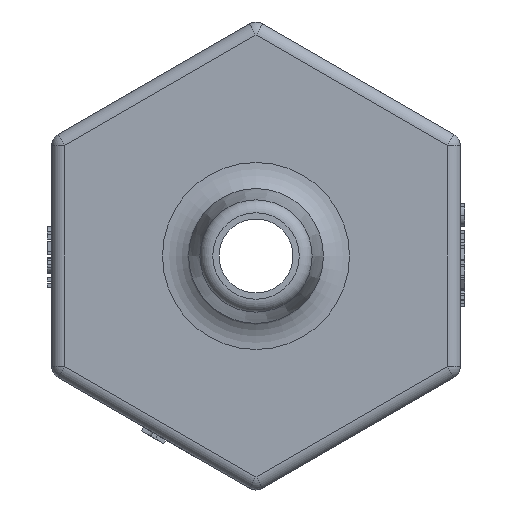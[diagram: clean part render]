
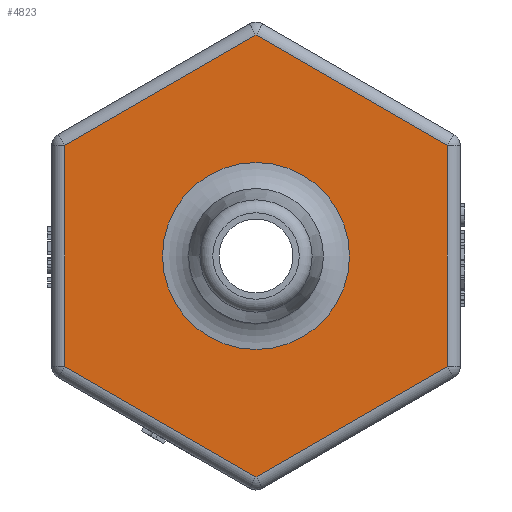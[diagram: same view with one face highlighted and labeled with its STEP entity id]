
A CAD part, left-side view. The second image highlights one B-rep face of the part: STEP entity #4823.
In plain terms, the highlighted planar face has unit normal (-1, 0, 0).
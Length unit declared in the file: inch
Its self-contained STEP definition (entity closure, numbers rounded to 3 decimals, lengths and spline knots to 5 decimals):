
#48=FACE_BOUND($,#1621,.T.);
#49=FACE_BOUND($,#1622,.T.);
#132=CIRCLE($,#5141,0.215);
#252=LINE($,#7356,#698);
#254=LINE($,#7364,#700);
#256=LINE($,#7372,#702);
#258=LINE($,#7380,#704);
#260=LINE($,#7390,#706);
#262=LINE($,#7401,#708);
#698=VECTOR($,#5454,0.50807);
#700=VECTOR($,#5462,0.50807);
#702=VECTOR($,#5470,0.50807);
#704=VECTOR($,#5478,0.50807);
#706=VECTOR($,#5490,0.50807);
#708=VECTOR($,#5506,0.50807);
#1147=PLANE($,#5140);
#1621=EDGE_LOOP($,(#3448));
#1622=EDGE_LOOP($,(#3449,#3450,#3451,#3452,#3453,#3454));
#2097=VERTEX_POINT($,#7353);
#2098=VERTEX_POINT($,#7355);
#2101=VERTEX_POINT($,#7363);
#2104=VERTEX_POINT($,#7371);
#2107=VERTEX_POINT($,#7379);
#2110=VERTEX_POINT($,#7389);
#2204=VERTEX_POINT($,#7700);
#2572=EDGE_CURVE($,#2097,#2098,#252,.T.);
#2576=EDGE_CURVE($,#2098,#2101,#254,.T.);
#2580=EDGE_CURVE($,#2101,#2104,#256,.T.);
#2584=EDGE_CURVE($,#2104,#2107,#258,.T.);
#2589=EDGE_CURVE($,#2107,#2110,#260,.T.);
#2595=EDGE_CURVE($,#2110,#2097,#262,.T.);
#2697=EDGE_CURVE($,#2204,#2204,#132,.T.);
#3448=ORIENTED_EDGE($,*,*,#2697,.F.);
#3449=ORIENTED_EDGE($,*,*,#2572,.F.);
#3450=ORIENTED_EDGE($,*,*,#2595,.F.);
#3451=ORIENTED_EDGE($,*,*,#2589,.F.);
#3452=ORIENTED_EDGE($,*,*,#2584,.F.);
#3453=ORIENTED_EDGE($,*,*,#2580,.F.);
#3454=ORIENTED_EDGE($,*,*,#2576,.F.);
#4823=ADVANCED_FACE($,(#48,#49),#1147,.T.);
#5140=AXIS2_PLACEMENT_3D($,#7699,#5602,#5603);
#5141=AXIS2_PLACEMENT_3D($,#7701,#5604,#5605);
#5454=DIRECTION($,(0.,0.,1.));
#5462=DIRECTION($,(0.,-0.866,0.5));
#5470=DIRECTION($,(0.,-0.866,-0.5));
#5478=DIRECTION($,(0.,0.,-1.));
#5490=DIRECTION($,(0.,0.866,-0.5));
#5506=DIRECTION($,(0.,0.866,0.5));
#5602=DIRECTION('center_axis',(-1.,0.,0.));
#5603=DIRECTION('ref_axis',(0.,0.,1.));
#5604=DIRECTION('center_axis',(-1.,0.,0.));
#5605=DIRECTION('ref_axis',(0.,-1.,0.));
#7353=CARTESIAN_POINT('',(1.125,0.44,-0.25403));
#7355=CARTESIAN_POINT('',(1.125,0.44,0.25403));
#7356=CARTESIAN_POINT($,(1.125,0.44,0.13568));
#7363=CARTESIAN_POINT('',(1.125,0.,0.50807));
#7364=CARTESIAN_POINT($,(1.125,0.20469,0.38989));
#7371=CARTESIAN_POINT('',(1.125,-0.44,0.25403));
#7372=CARTESIAN_POINT($,(1.125,-0.23531,0.37221));
#7379=CARTESIAN_POINT('',(1.125,-0.44,-0.25403));
#7380=CARTESIAN_POINT($,(1.125,-0.44,-0.13568));
#7389=CARTESIAN_POINT('',(1.125,0.,-0.50807));
#7390=CARTESIAN_POINT($,(1.125,-0.00031,-0.50789));
#7401=CARTESIAN_POINT($,(1.125,0.43969,-0.25421));
#7699=CARTESIAN_POINT('Origin',(1.125,0.2725,0.));
#7700=CARTESIAN_POINT('',(1.125,0.215,0.));
#7701=CARTESIAN_POINT('Origin',(1.125,0.,0.));
